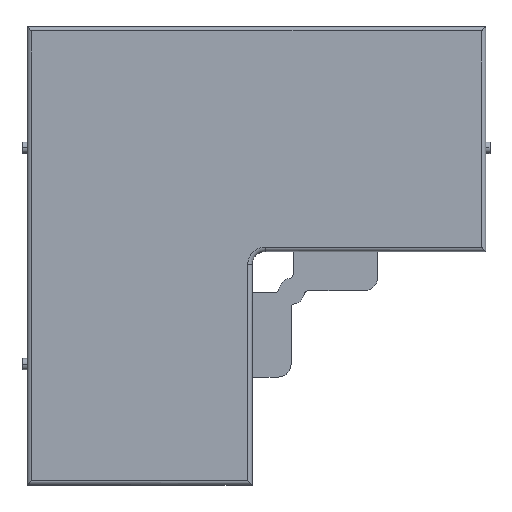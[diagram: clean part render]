
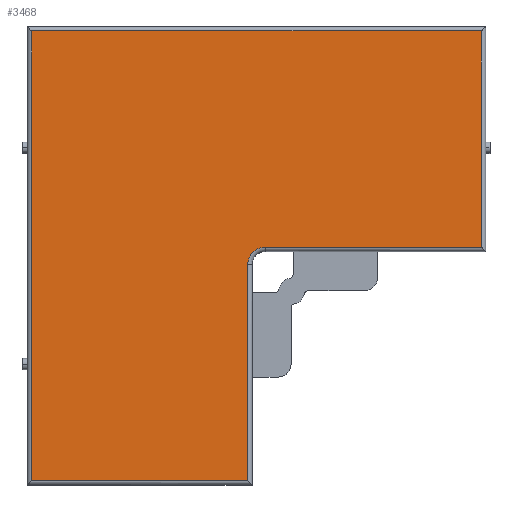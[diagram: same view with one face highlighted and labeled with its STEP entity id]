
A CAD part, top view. The second image highlights one B-rep face of the part: STEP entity #3468.
In plain terms, the highlighted planar face has unit normal (0, 0, 1).
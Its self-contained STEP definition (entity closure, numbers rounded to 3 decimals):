
#69 = DIRECTION ( 'NONE',  ( 0., 0., -1. ) ) ;
#416 = PLANE ( 'NONE',  #5277 ) ;
#468 = EDGE_CURVE ( 'NONE', #5326, #5542, #3652, .T. ) ;
#629 = CARTESIAN_POINT ( 'NONE',  ( 29., -25., 16. ) ) ;
#841 = DIRECTION ( 'NONE',  ( 0., 0., 1. ) ) ;
#952 = CARTESIAN_POINT ( 'NONE',  ( -25., 25., 16. ) ) ;
#978 = EDGE_CURVE ( 'NONE', #2970, #3626, #4590, .T. ) ;
#1013 = CARTESIAN_POINT ( 'NONE',  ( -25., -79., 16. ) ) ;
#1377 = VERTEX_POINT ( 'NONE', #5441 ) ;
#1523 = ORIENTED_EDGE ( 'NONE', *, *, #468, .T. ) ;
#1595 = ORIENTED_EDGE ( 'NONE', *, *, #978, .T. ) ;
#1636 = LINE ( 'NONE', #2197, #4277 ) ;
#1661 = LINE ( 'NONE', #2420, #5043 ) ;
#1669 = CARTESIAN_POINT ( 'NONE',  ( 29., -29., 16. ) ) ;
#1882 = VECTOR ( 'NONE', #5672, 1000. ) ;
#2031 = VECTOR ( 'NONE', #5617, 1000. ) ;
#2197 = CARTESIAN_POINT ( 'NONE',  ( 25., 0., 16. ) ) ;
#2394 = DIRECTION ( 'NONE',  ( -1., 0., 0. ) ) ;
#2420 = CARTESIAN_POINT ( 'NONE',  ( 0., 25., 16. ) ) ;
#2467 = LINE ( 'NONE', #5532, #3237 ) ;
#2497 = ORIENTED_EDGE ( 'NONE', *, *, #3857, .T. ) ;
#2558 = ORIENTED_EDGE ( 'NONE', *, *, #5430, .T. ) ;
#2705 = CARTESIAN_POINT ( 'NONE',  ( 25., -29., 16. ) ) ;
#2726 = EDGE_CURVE ( 'NONE', #4174, #5145, #4992, .T. ) ;
#2837 = CARTESIAN_POINT ( 'NONE',  ( 0., -25., 16. ) ) ;
#2861 = DIRECTION ( 'NONE',  ( 1., 0., 0. ) ) ;
#2970 = VERTEX_POINT ( 'NONE', #952 ) ;
#3075 = DIRECTION ( 'NONE',  ( 1., 0., 0. ) ) ;
#3089 = CARTESIAN_POINT ( 'NONE',  ( 79., 25., 16. ) ) ;
#3237 = VECTOR ( 'NONE', #5558, 1000. ) ;
#3261 = CARTESIAN_POINT ( 'NONE',  ( 79., -25., 16. ) ) ;
#3468 = ADVANCED_FACE ( 'NONE', ( #4599 ), #416, .T. ) ;
#3626 = VERTEX_POINT ( 'NONE', #1013 ) ;
#3652 = LINE ( 'NONE', #3863, #2031 ) ;
#3738 = EDGE_CURVE ( 'NONE', #5542, #2970, #1661, .T. ) ;
#3834 = VECTOR ( 'NONE', #2861, 1000. ) ;
#3840 = EDGE_LOOP ( 'NONE', ( #4659, #2497, #1523, #5179, #1595, #2558, #4855 ) ) ;
#3857 = EDGE_CURVE ( 'NONE', #5145, #5326, #4301, .T. ) ;
#3863 = CARTESIAN_POINT ( 'NONE',  ( 79., 0., 16. ) ) ;
#4021 = DIRECTION ( 'NONE',  ( 0., 1., 0. ) ) ;
#4174 = VERTEX_POINT ( 'NONE', #2705 ) ;
#4277 = VECTOR ( 'NONE', #4021, 1000. ) ;
#4301 = LINE ( 'NONE', #2837, #3834 ) ;
#4590 = LINE ( 'NONE', #4736, #1882 ) ;
#4599 = FACE_OUTER_BOUND ( 'NONE', #3840, .T. ) ;
#4659 = ORIENTED_EDGE ( 'NONE', *, *, #2726, .T. ) ;
#4736 = CARTESIAN_POINT ( 'NONE',  ( -25., 0., 16. ) ) ;
#4790 = CARTESIAN_POINT ( 'NONE',  ( 0., 0., 16. ) ) ;
#4855 = ORIENTED_EDGE ( 'NONE', *, *, #5516, .T. ) ;
#4992 = CIRCLE ( 'NONE', #5465, 4. ) ;
#5043 = VECTOR ( 'NONE', #2394, 1000. ) ;
#5145 = VERTEX_POINT ( 'NONE', #629 ) ;
#5179 = ORIENTED_EDGE ( 'NONE', *, *, #3738, .T. ) ;
#5277 = AXIS2_PLACEMENT_3D ( 'NONE', #4790, #841, #5725 ) ;
#5326 = VERTEX_POINT ( 'NONE', #3261 ) ;
#5430 = EDGE_CURVE ( 'NONE', #3626, #1377, #2467, .T. ) ;
#5441 = CARTESIAN_POINT ( 'NONE',  ( 25., -79., 16. ) ) ;
#5465 = AXIS2_PLACEMENT_3D ( 'NONE', #1669, #69, #3075 ) ;
#5516 = EDGE_CURVE ( 'NONE', #1377, #4174, #1636, .T. ) ;
#5532 = CARTESIAN_POINT ( 'NONE',  ( 0., -79., 16. ) ) ;
#5542 = VERTEX_POINT ( 'NONE', #3089 ) ;
#5558 = DIRECTION ( 'NONE',  ( 1., 0., 0. ) ) ;
#5617 = DIRECTION ( 'NONE',  ( 0., 1., 0. ) ) ;
#5672 = DIRECTION ( 'NONE',  ( 0., -1., 0. ) ) ;
#5725 = DIRECTION ( 'NONE',  ( 1., 0., 0. ) ) ;
